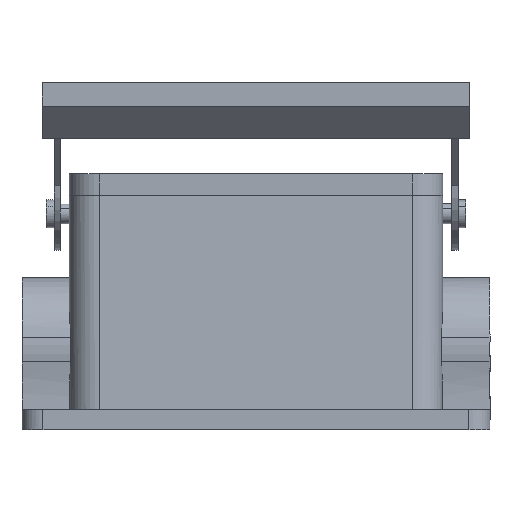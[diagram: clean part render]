
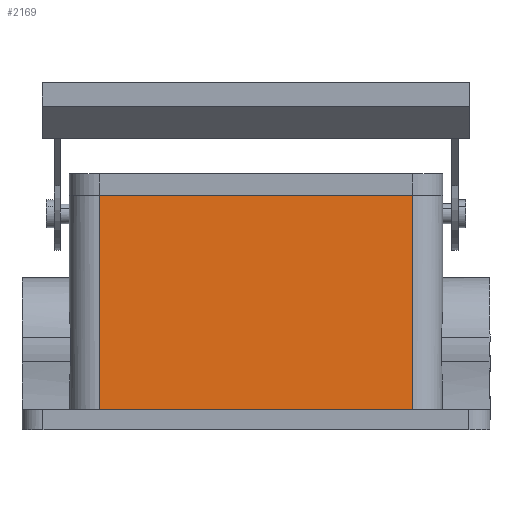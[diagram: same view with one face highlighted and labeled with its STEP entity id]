
A CAD part, left-side view. The second image highlights one B-rep face of the part: STEP entity #2169.
In plain terms, the highlighted planar face has unit normal (-0.999, 0, 0.044).
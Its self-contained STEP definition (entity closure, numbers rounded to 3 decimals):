
#2161=AXIS2_PLACEMENT_3D('Plane Axis2P3D',#2158,#2159,#2160) ;
#896=CARTESIAN_POINT('Vertex',(16.164,19.35,5.)) ;
#899=CARTESIAN_POINT('Line Origine',(16.164,58.5,5.)) ;
#903=CARTESIAN_POINT('Vertex',(16.164,97.65,5.)) ;
#1463=CARTESIAN_POINT('Line Origine',(18.5,58.5,58.5)) ;
#1467=CARTESIAN_POINT('Vertex',(18.5,97.65,58.5)) ;
#1469=CARTESIAN_POINT('Vertex',(18.5,19.35,58.5)) ;
#1654=CARTESIAN_POINT('Line Origine',(17.274,97.65,30.414)) ;
#2143=CARTESIAN_POINT('Line Origine',(17.274,19.35,30.414)) ;
#2158=CARTESIAN_POINT('Axis2P3D Location',(18.5,58.5,58.5)) ;
#900=DIRECTION('Vector Direction',(0.,1.,0.)) ;
#1464=DIRECTION('Vector Direction',(0.,1.,0.)) ;
#1655=DIRECTION('Vector Direction',(0.044,0.,0.999)) ;
#2144=DIRECTION('Vector Direction',(0.044,0.,0.999)) ;
#2159=DIRECTION('Axis2P3D Direction',(-0.999,0.,0.044)) ;
#2160=DIRECTION('Axis2P3D XDirection',(0.,1.,0.)) ;
#901=VECTOR('Line Direction',#900,1.) ;
#1465=VECTOR('Line Direction',#1464,1.) ;
#1656=VECTOR('Line Direction',#1655,1.) ;
#2145=VECTOR('Line Direction',#2144,1.) ;
#2164=ORIENTED_EDGE('',*,*,#2147,.F.) ;
#2165=ORIENTED_EDGE('',*,*,#1471,.F.) ;
#2166=ORIENTED_EDGE('',*,*,#1658,.F.) ;
#2167=ORIENTED_EDGE('',*,*,#905,.F.) ;
#2169=ADVANCED_FACE('Housing',(#2168),#2162,.T.) ;
#905=EDGE_CURVE('',#897,#904,#902,.T.) ;
#1471=EDGE_CURVE('',#1468,#1470,#1466,.F.) ;
#1658=EDGE_CURVE('',#904,#1468,#1657,.T.) ;
#2147=EDGE_CURVE('',#1470,#897,#2146,.F.) ;
#2163=EDGE_LOOP('',(#2164,#2165,#2166,#2167)) ;
#2168=FACE_OUTER_BOUND('',#2163,.T.) ;
#902=LINE('Line',#899,#901) ;
#1466=LINE('Line',#1463,#1465) ;
#1657=LINE('Line',#1654,#1656) ;
#2146=LINE('Line',#2143,#2145) ;
#2162=PLANE('',#2161) ;
#897=VERTEX_POINT('',#896) ;
#904=VERTEX_POINT('',#903) ;
#1468=VERTEX_POINT('',#1467) ;
#1470=VERTEX_POINT('',#1469) ;
